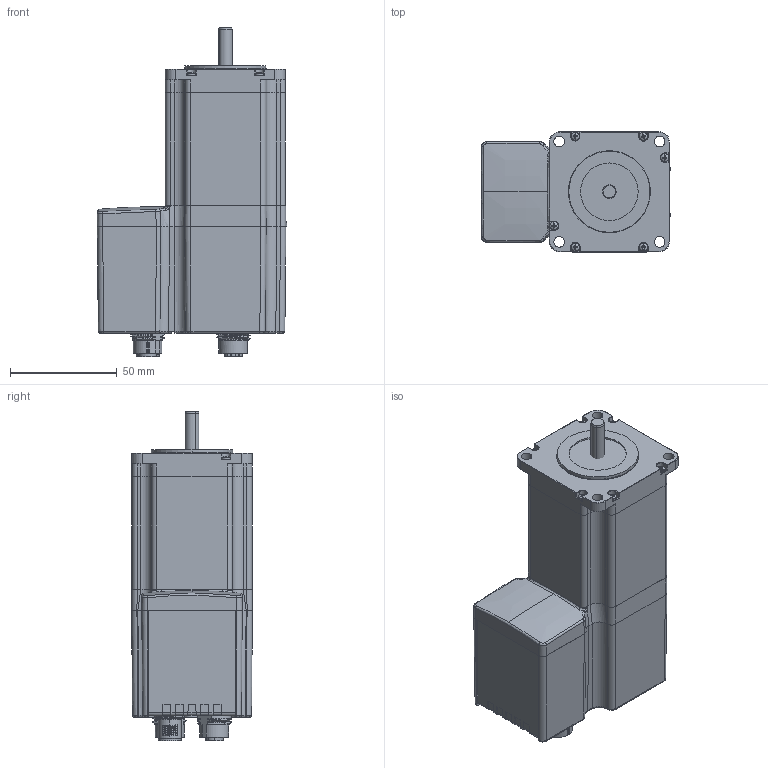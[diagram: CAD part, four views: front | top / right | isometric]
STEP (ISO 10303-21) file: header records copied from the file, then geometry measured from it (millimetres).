
FILE_DESCRIPTION (( 'STEP AP203' ), '1' );
FILE_NAME ('MIS232 Rear M12 635 shaft.STEP', '2018-01-16T15:23:26', ( '' ), ( '' ), 'SwSTEP 2.0', 'SolidWorks 2017', '' );
FILE_SCHEMA (( 'CONFIG_CONTROL_DESIGN' ));
Length unit declared in the file: millimetre
Products named in the file (13): M12_5P_MALE_CHASSISLong; Shaft SOLID; M12_4P_FEMALE_CHASSIS_ALTTYPELong; MIS232 Rear M12 635 shaft; MM4100 V1_0 Rear Cover MIS23 G2 SOLID; M12_17P_FEMALE_CHASSISLong; O-ring_F_ILong; pan head cross recess screw_iso_ISO 7045 - M2 x 3 - Z - 3N; Housing MIS23 G2 Housing R10 SOLID; Part4^MIS23X Solid; Front Cap MIS23X SOLID; Nema23 montado_F_ILong; MIS231 Stator SOLID
Assembly tree (17 placements, depth 3):
  MIS232 Rear M12 635 shaft
    Nema23 montado_F_ILong
      MIS231 Stator SOLID
      Front Cap MIS23X SOLID
      Shaft SOLID
    MM4100 V1_0 Rear Cover MIS23 G2 SOLID
    Housing MIS23 G2 Housing R10 SOLID
    O-ring_F_ILong
    pan head cross recess screw_iso_ISO 7045 - M2 x 3 - Z - 3N  x6
    M12_4P_FEMALE_CHASSIS_ALTTYPELong  x2
    M12_5P_MALE_CHASSISLong
    M12_17P_FEMALE_CHASSISLong
  Part4^MIS23X Solid
Bounding box: 88.82 x 56.67 x 154.7 mm (x, y, z)
Volume: 450895.1 mm3; surface area: 72302.4 mm2
Topology: 16 solids, 16 shells, 2517 faces, 6463 edges, 4056 vertices
Faces by surface type: plane 874, cylinder 734, bspline 330, torus 264, cone 243, sphere 72
Entity records: 76587 total; most frequent: CARTESIAN_POINT 33263, ORIENTED_EDGE 9064, DIRECTION 8358, EDGE_CURVE 4532, AXIS2_PLACEMENT_3D 3213, VERTEX_POINT 2874, EDGE_LOOP 1970, VECTOR 1932
